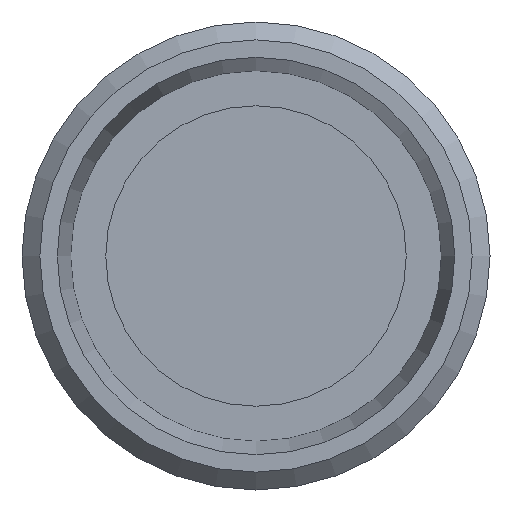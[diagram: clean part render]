
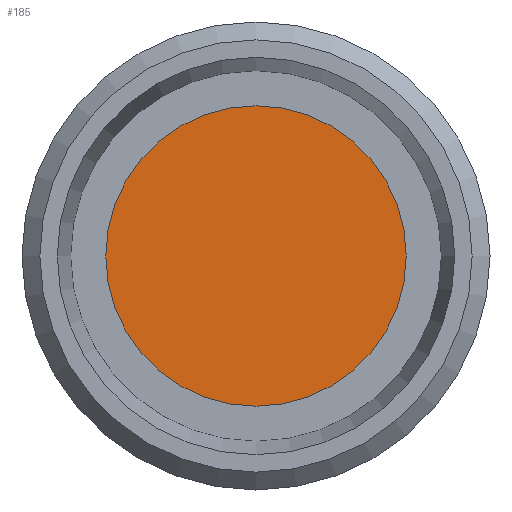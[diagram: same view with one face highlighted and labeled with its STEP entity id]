
A CAD part, front view. The second image highlights one B-rep face of the part: STEP entity #185.
In plain terms, the highlighted planar face has unit normal (0, -1, 0).
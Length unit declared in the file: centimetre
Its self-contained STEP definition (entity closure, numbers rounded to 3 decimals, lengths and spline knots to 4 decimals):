
#50=FACE_OUTER_BOUND('',#78,.T.);
#78=EDGE_LOOP('',(#148));
#92=CIRCLE('',#215,2.1);
#106=VERTEX_POINT('',#318);
#120=EDGE_CURVE('',#106,#106,#92,.T.);
#148=ORIENTED_EDGE('',*,*,#120,.T.);
#154=PLANE('',#216);
#185=ADVANCED_FACE('',(#50),#154,.T.);
#215=AXIS2_PLACEMENT_3D('',#319,#273,#274);
#216=AXIS2_PLACEMENT_3D('',#320,#275,#276);
#273=DIRECTION('center_axis',(0.,-1.,0.));
#274=DIRECTION('ref_axis',(1.,0.,0.));
#275=DIRECTION('center_axis',(0.,-1.,0.));
#276=DIRECTION('ref_axis',(0.,0.,-1.));
#318=CARTESIAN_POINT('',(2.1,0.7,0.));
#319=CARTESIAN_POINT('Origin',(0.,0.7,0.));
#320=CARTESIAN_POINT('Origin',(1.885,0.7,0.));
